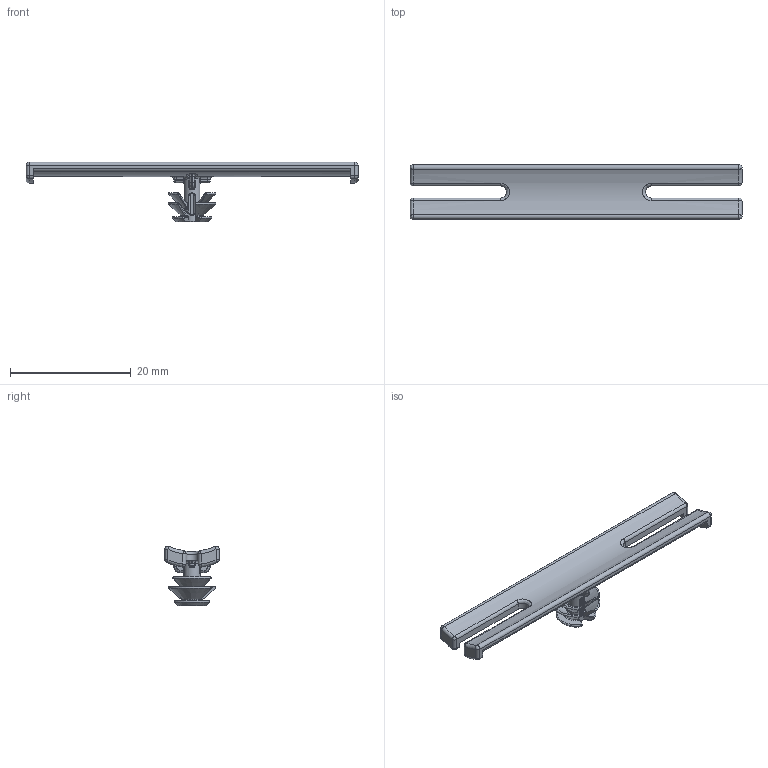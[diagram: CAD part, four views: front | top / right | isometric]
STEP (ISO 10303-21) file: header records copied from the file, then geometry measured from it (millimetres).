
FILE_DESCRIPTION(/* description */ (''),/* implementation_level */ '2;1');
FILE_NAME(/* name */ 'PANDUIT_THMSC55H04.stp',/* time_stamp */ '2014-02-25T09:22:23-06:00',/* author */ (''),/* organization */ (''),/* preprocessor_version */ 'ST-DEVELOPER v11',/* originating_system */ 'SIEMENS PLM Software NX 7.5',/* authorisation */ '');
FILE_SCHEMA (('CONFIG_CONTROL_DESIGN'));
Length unit declared in the file: inch
Products named in the file (1): bwgBC71k53r
Bounding box: 55 x 9 x 9.9 mm (x, y, z)
Volume: 771.8 mm3; surface area: 1430.1 mm2
Topology: 1 solids, 1 shells, 307 faces, 728 edges, 405 vertices
Faces by surface type: bspline 104, cylinder 93, plane 50, torus 30, sphere 20, cone 10
Full cylindrical faces by diameter (mm): 2.7 x1
Entity records: 11664 total; most frequent: CARTESIAN_POINT 5336, ORIENTED_EDGE 1388, DIRECTION 1224, EDGE_CURVE 694, AXIS2_PLACEMENT_3D 516, VERTEX_POINT 394, EDGE_LOOP 312, ADVANCED_FACE 307
